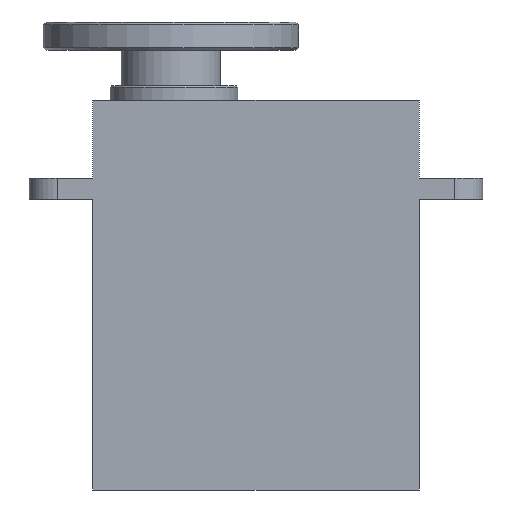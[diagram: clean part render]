
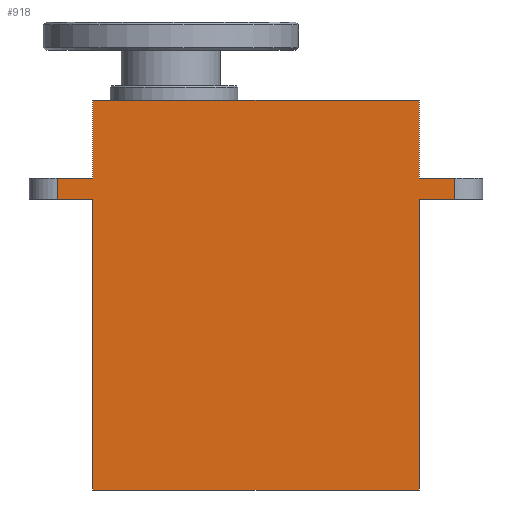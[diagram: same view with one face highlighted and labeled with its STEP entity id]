
A CAD part, left-side view. The second image highlights one B-rep face of the part: STEP entity #918.
In plain terms, the highlighted planar face has unit normal (-1, 0, 0).
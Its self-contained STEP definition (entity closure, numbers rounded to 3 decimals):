
#55=PLANE('',#1025);
#104=FACE_OUTER_BOUND('',#176,.T.);
#176=EDGE_LOOP('',(#769,#770,#771,#772,#773,#774,#775,#776,#777,#778,#779,
#780));
#226=LINE('',#1452,#305);
#243=LINE('',#1503,#322);
#245=LINE('',#1509,#324);
#247=LINE('',#1515,#326);
#248=LINE('',#1517,#327);
#249=LINE('',#1519,#328);
#250=LINE('',#1521,#329);
#251=LINE('',#1522,#330);
#252=LINE('',#1524,#331);
#253=LINE('',#1526,#332);
#254=LINE('',#1528,#333);
#255=LINE('',#1529,#334);
#305=VECTOR('',#1195,10.);
#322=VECTOR('',#1242,10.);
#324=VECTOR('',#1248,10.);
#326=VECTOR('',#1254,10.);
#327=VECTOR('',#1255,10.);
#328=VECTOR('',#1256,10.);
#329=VECTOR('',#1257,10.);
#330=VECTOR('',#1258,10.);
#331=VECTOR('',#1259,10.);
#332=VECTOR('',#1260,10.);
#333=VECTOR('',#1261,10.);
#334=VECTOR('',#1262,10.);
#444=VERTEX_POINT('',#1449);
#445=VERTEX_POINT('',#1451);
#463=VERTEX_POINT('',#1500);
#464=VERTEX_POINT('',#1502);
#466=VERTEX_POINT('',#1508);
#468=VERTEX_POINT('',#1514);
#469=VERTEX_POINT('',#1516);
#470=VERTEX_POINT('',#1518);
#471=VERTEX_POINT('',#1520);
#472=VERTEX_POINT('',#1523);
#473=VERTEX_POINT('',#1525);
#474=VERTEX_POINT('',#1527);
#548=EDGE_CURVE('',#444,#445,#226,.T.);
#573=EDGE_CURVE('',#464,#463,#243,.T.);
#576=EDGE_CURVE('',#445,#466,#245,.T.);
#579=EDGE_CURVE('',#444,#468,#247,.T.);
#580=EDGE_CURVE('',#469,#468,#248,.T.);
#581=EDGE_CURVE('',#470,#469,#249,.T.);
#582=EDGE_CURVE('',#471,#470,#250,.T.);
#583=EDGE_CURVE('',#464,#471,#251,.T.);
#584=EDGE_CURVE('',#472,#463,#252,.T.);
#585=EDGE_CURVE('',#473,#472,#253,.T.);
#586=EDGE_CURVE('',#473,#474,#254,.T.);
#587=EDGE_CURVE('',#474,#466,#255,.T.);
#769=ORIENTED_EDGE('',*,*,#576,.F.);
#770=ORIENTED_EDGE('',*,*,#548,.F.);
#771=ORIENTED_EDGE('',*,*,#579,.T.);
#772=ORIENTED_EDGE('',*,*,#580,.F.);
#773=ORIENTED_EDGE('',*,*,#581,.F.);
#774=ORIENTED_EDGE('',*,*,#582,.F.);
#775=ORIENTED_EDGE('',*,*,#583,.F.);
#776=ORIENTED_EDGE('',*,*,#573,.T.);
#777=ORIENTED_EDGE('',*,*,#584,.F.);
#778=ORIENTED_EDGE('',*,*,#585,.F.);
#779=ORIENTED_EDGE('',*,*,#586,.T.);
#780=ORIENTED_EDGE('',*,*,#587,.T.);
#918=ADVANCED_FACE('',(#104),#55,.T.);
#1025=AXIS2_PLACEMENT_3D('',#1513,#1252,#1253);
#1195=DIRECTION('',(0.,-1.,0.));
#1242=DIRECTION('',(0.,-1.,0.));
#1248=DIRECTION('',(0.,0.,-1.));
#1252=DIRECTION('center_axis',(-1.,0.,0.));
#1253=DIRECTION('ref_axis',(0.,-1.,0.));
#1254=DIRECTION('',(0.,0.,1.));
#1255=DIRECTION('',(0.,-1.,0.));
#1256=DIRECTION('',(0.,0.,1.));
#1257=DIRECTION('',(0.,-1.,0.));
#1258=DIRECTION('',(0.,0.,1.));
#1259=DIRECTION('',(0.,0.,1.));
#1260=DIRECTION('',(0.,1.,0.));
#1261=DIRECTION('',(0.,0.,1.));
#1262=DIRECTION('',(0.,-1.,0.));
#1449=CARTESIAN_POINT('',(-6.,-11.5,1.5));
#1451=CARTESIAN_POINT('',(-6.,-14.,1.5));
#1452=CARTESIAN_POINT('',(-6.,16.,1.5));
#1500=CARTESIAN_POINT('',(-6.,11.5,0.));
#1502=CARTESIAN_POINT('',(-6.,14.,0.));
#1503=CARTESIAN_POINT('',(-6.,16.,0.));
#1508=CARTESIAN_POINT('',(-6.,-14.,0.));
#1509=CARTESIAN_POINT('',(-6.,-14.,0.));
#1513=CARTESIAN_POINT('Origin',(-6.,11.5,0.));
#1514=CARTESIAN_POINT('',(-6.,-11.5,7.));
#1515=CARTESIAN_POINT('',(-6.,-11.5,0.));
#1516=CARTESIAN_POINT('',(-6.,11.5,7.));
#1517=CARTESIAN_POINT('',(-6.,11.5,7.));
#1518=CARTESIAN_POINT('',(-6.,11.5,1.5));
#1519=CARTESIAN_POINT('',(-6.,11.5,0.));
#1520=CARTESIAN_POINT('',(-6.,14.,1.5));
#1521=CARTESIAN_POINT('',(-6.,16.,1.5));
#1522=CARTESIAN_POINT('',(-6.,14.,0.));
#1523=CARTESIAN_POINT('',(-6.,11.5,-20.5));
#1524=CARTESIAN_POINT('',(-6.,11.5,0.));
#1525=CARTESIAN_POINT('',(-6.,-11.5,-20.5));
#1526=CARTESIAN_POINT('',(-6.,-11.5,-20.5));
#1527=CARTESIAN_POINT('',(-6.,-11.5,0.));
#1528=CARTESIAN_POINT('',(-6.,-11.5,0.));
#1529=CARTESIAN_POINT('',(-6.,16.,0.));
